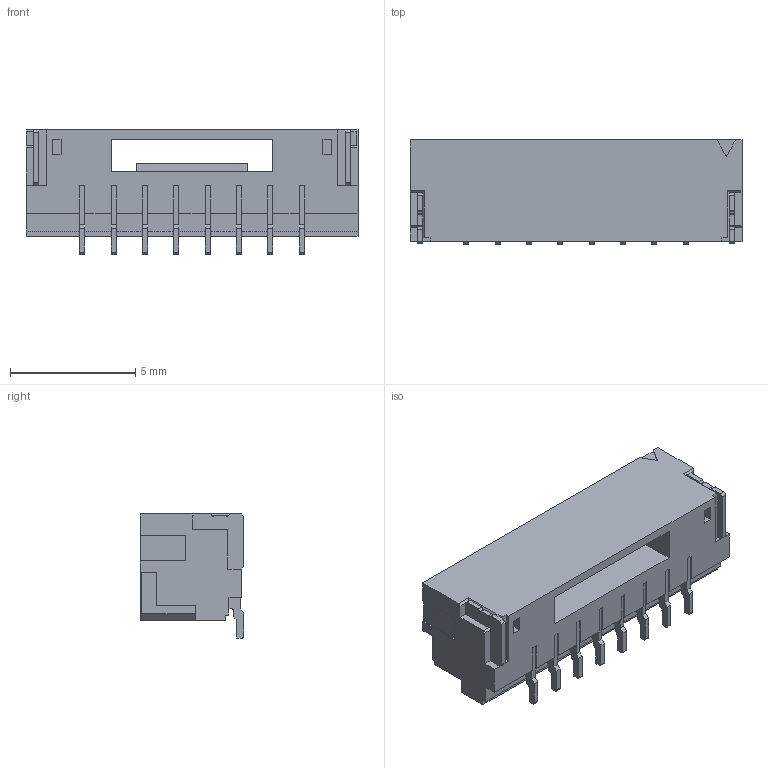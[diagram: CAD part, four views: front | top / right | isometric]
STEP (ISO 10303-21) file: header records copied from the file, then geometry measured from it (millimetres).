
FILE_DESCRIPTION (( 'STEP AP214' ), '1' );
FILE_NAME ('BM08B-GHS-TBT(LF)(SN)(N).STEP', '2021-05-12T06:16:51', ( '' ), ( '' ), 'SwSTEP 2.0', 'SolidWorks 2017', '' );
FILE_SCHEMA (( 'AUTOMOTIVE_DESIGN' ));
Length unit declared in the file: millimetre
Products named in the file (1): BM08B-GHS-TBT(LF)(SN)(N)
Bounding box: 13.25 x 4.15 x 4.95 mm (x, y, z)
Volume: 129.2 mm3; surface area: 532.9 mm2
Topology: 27 solids, 27 shells, 607 faces, 1612 edges, 1067 vertices
Faces by surface type: plane 575, cylinder 32
Entity records: 18749 total; most frequent: CARTESIAN_POINT 3287, ORIENTED_EDGE 3224, DIRECTION 2892, EDGE_CURVE 1612, VECTOR 1548, LINE 1548, VERTEX_POINT 1067, AXIS2_PLACEMENT_3D 672
